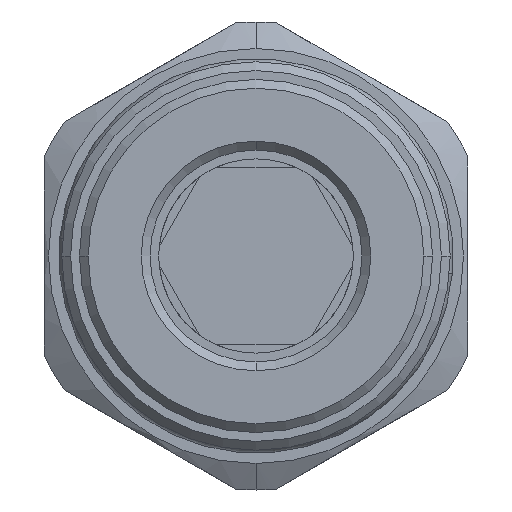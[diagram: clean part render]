
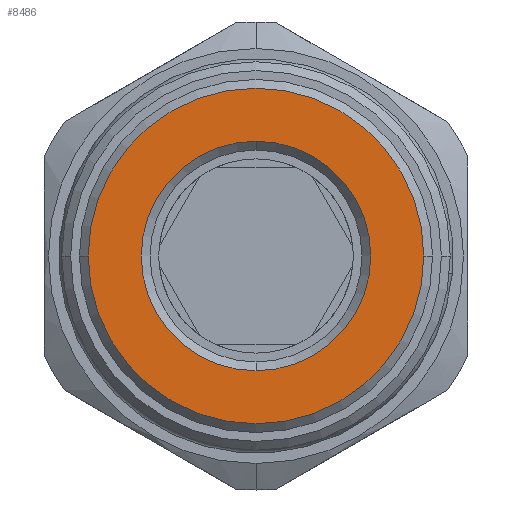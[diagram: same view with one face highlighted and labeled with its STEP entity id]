
A CAD part, front view. The second image highlights one B-rep face of the part: STEP entity #8486.
In plain terms, the highlighted planar face has unit normal (0, -1, 0).
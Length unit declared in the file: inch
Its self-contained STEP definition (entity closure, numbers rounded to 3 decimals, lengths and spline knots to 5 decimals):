
#2134=CARTESIAN_POINT('',(0.,-0.0315,0.));
#2135=DIRECTION('',(0.,-1.,0.));
#2136=DIRECTION('',(-1.,0.,0.));
#2137=AXIS2_PLACEMENT_3D('',#2134,#2135,#2136);
#2139=CARTESIAN_POINT('',(0.,-0.0315,0.));
#2140=DIRECTION('',(0.,-1.,0.));
#2141=DIRECTION('',(1.,0.,0.));
#2142=AXIS2_PLACEMENT_3D('',#2139,#2140,#2141);
#2144=CARTESIAN_POINT('',(0.,-0.0315,0.));
#2145=DIRECTION('',(0.,1.,0.));
#2146=DIRECTION('',(0.,0.,1.));
#2147=AXIS2_PLACEMENT_3D('',#2144,#2145,#2146);
#2149=CARTESIAN_POINT('',(0.,-0.0315,0.));
#2150=DIRECTION('',(0.,1.,0.));
#2151=DIRECTION('',(0.,0.,-1.));
#2152=AXIS2_PLACEMENT_3D('',#2149,#2150,#2151);
#2154=CARTESIAN_POINT('',(0.,-0.0315,0.));
#2155=DIRECTION('',(0.,1.,0.));
#2156=DIRECTION('',(1.,0.,0.));
#2157=AXIS2_PLACEMENT_3D('',#2154,#2155,#2156);
#5527=CARTESIAN_POINT('',(0.,-0.0315,0.25591));
#5528=CARTESIAN_POINT('',(0.25591,-0.0315,0.));
#5529=VERTEX_POINT('',#5527);
#5530=VERTEX_POINT('',#5528);
#5531=CARTESIAN_POINT('',(0.,-0.0315,-0.25591));
#5532=VERTEX_POINT('',#5531);
#5536=CARTESIAN_POINT('',(0.37402,-0.0315,0.));
#5538=VERTEX_POINT('',#5536);
#5539=CARTESIAN_POINT('',(-0.37402,-0.0315,0.));
#5540=VERTEX_POINT('',#5539);
#8469=CARTESIAN_POINT('',(0.,-0.0315,0.));
#8470=DIRECTION('',(0.,1.,0.));
#8471=DIRECTION('',(-1.,0.,0.));
#8472=AXIS2_PLACEMENT_3D('',#8469,#8470,#8471);
#8473=PLANE('783',#8472);
#8474=ORIENTED_EDGE('2386',*,*,#8437,.F.);
#8475=ORIENTED_EDGE('2358',*,*,#8454,.F.);
#8476=EDGE_LOOP('783',(#8474,#8475));
#8477=FACE_OUTER_BOUND('783',#8476,.F.);
#8479=ORIENTED_EDGE('2352',*,*,#8478,.F.);
#8481=ORIENTED_EDGE('2357',*,*,#8480,.F.);
#8483=ORIENTED_EDGE('2353',*,*,#8482,.F.);
#8484=EDGE_LOOP('783',(#8479,#8481,#8483));
#8485=FACE_BOUND('783',#8484,.F.);
#2138=CIRCLE('2386',#2137,0.37402);
#2143=CIRCLE('2358',#2142,0.37402);
#2148=CIRCLE('2352',#2147,0.25591);
#2153=CIRCLE('2357',#2152,0.25591);
#2158=CIRCLE('2353',#2157,0.25591);
#8437=EDGE_CURVE('2386',#5540,#5538,#2138,.T.);
#8454=EDGE_CURVE('2358',#5538,#5540,#2143,.T.);
#8478=EDGE_CURVE('2352',#5529,#5530,#2148,.T.);
#8480=EDGE_CURVE('2357',#5532,#5529,#2153,.T.);
#8482=EDGE_CURVE('2353',#5530,#5532,#2158,.T.);
#8486=ADVANCED_FACE('783',(#8477,#8485),#8473,.F.);
